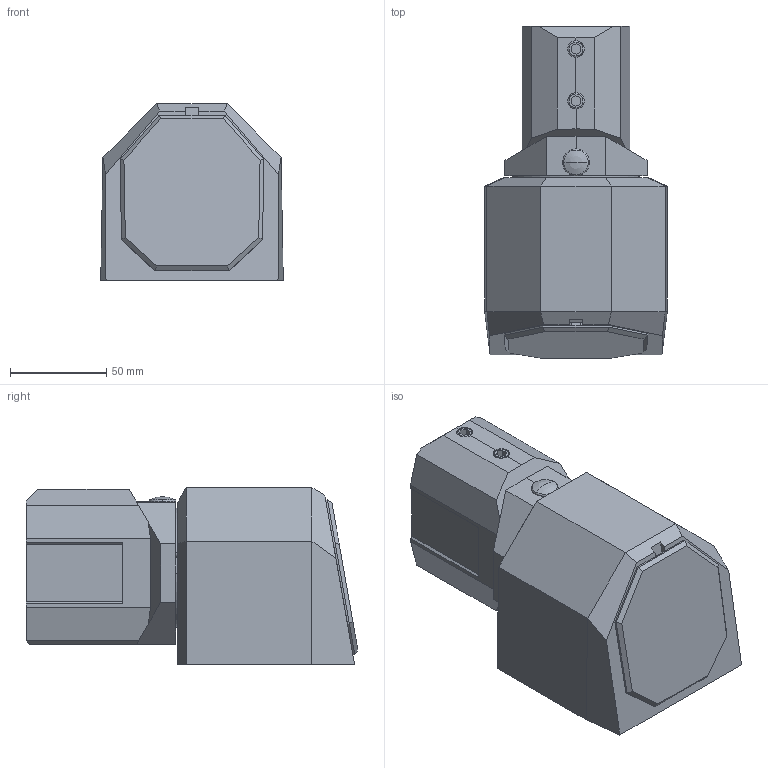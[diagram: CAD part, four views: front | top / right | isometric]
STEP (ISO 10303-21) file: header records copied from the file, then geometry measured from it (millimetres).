
FILE_DESCRIPTION((''),'2;1');
FILE_NAME('PANELKUPPLUNG_ASM','2010-07-27T',('M.Fehring'),(''),'PRO/ENGINEER BY PARAMETRIC TECHNOLOGY CORPORATION, 2005070','PRO/ENGINEER BY PARAMETRIC TECHNOLOGY CORPORATION, 2005070','');
FILE_SCHEMA(('AUTOMOTIVE_DESIGN_CC2 { 1 2 10303 214 -1 1 5 2 }'));
Length unit declared in the file: millimetre
Products named in the file (8): KUPPLUNG-OBERT_CS-2000SL; LAGER; PANELKONSOLE_2000SL; ABDECKUNG_2; GEWINDESTIFTM5X8; ABDECKKAPPE_; GEWINDESTIFTM10X12; PANELKUPPLUNG_ASM
Assembly tree (8 placements, depth 2):
  PANELKUPPLUNG_ASM
    KUPPLUNG-OBERT_CS-2000SL
    LAGER
    PANELKONSOLE_2000SL
    ABDECKUNG_2
    GEWINDESTIFTM5X8
    ABDECKKAPPE_
    GEWINDESTIFTM10X12  x2
Bounding box: 95 x 172.72 x 92 mm (x, y, z)
Volume: 376566.7 mm3; surface area: 120453 mm2
Topology: 8 solids, 8 shells, 559 faces, 1421 edges, 883 vertices
Faces by surface type: plane 321, cylinder 126, cone 44, bspline 42, torus 14, sphere 12
Entity records: 22772 total; most frequent: CARTESIAN_POINT 5541, ORIENTED_EDGE 2758, DIRECTION 2691, EDGE_CURVE 1379, PRESENTATION_STYLE_ASSIGNMENT 1320, STYLED_ITEM 1320, CURVE_STYLE 1315, AXIS2_PLACEMENT_3D 910
